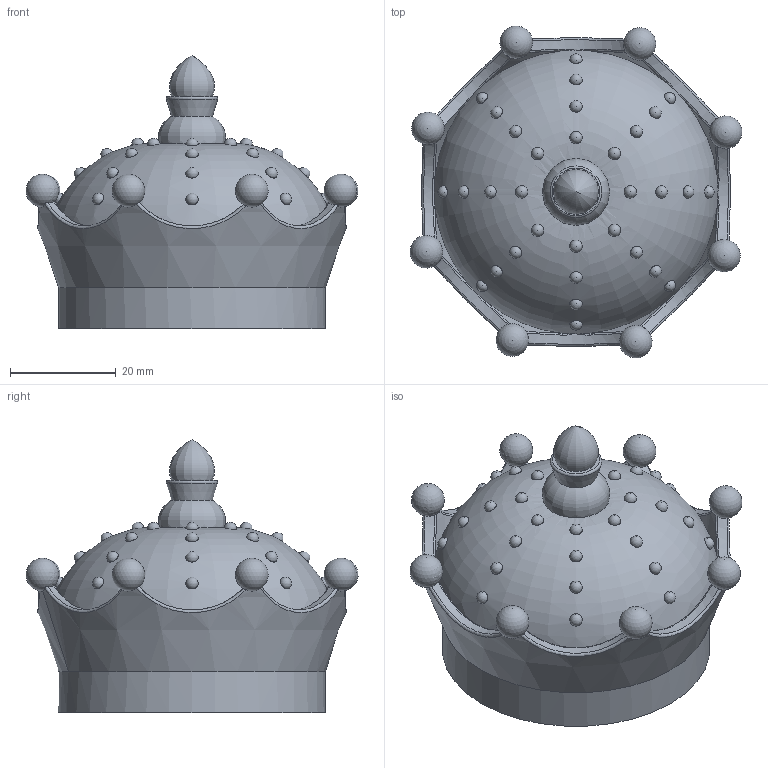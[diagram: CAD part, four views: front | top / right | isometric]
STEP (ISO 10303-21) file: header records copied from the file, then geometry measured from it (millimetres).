
FILE_DESCRIPTION(/* description */ (''),/* implementation_level */ '2;1');
FILE_NAME(/* name */ 'tileHat3.step',/* time_stamp */ '2025-08-23T15:48:12-04:00',/* author */ (''),/* organization */ (''),/* preprocessor_version */ 'ST-DEVELOPER v20.1',/* originating_system */ 'Autodesk Translation Framework v14.10.0.0',/* authorisation */ '');
FILE_SCHEMA (('AUTOMOTIVE_DESIGN { 1 0 10303 214 3 1 1 }'));
Length unit declared in the file: millimetre
Products named in the file (1): meepleCrown
Bounding box: 62.83 x 62.83 x 51.72 mm (x, y, z)
Volume: 42953.6 mm3; surface area: 16363.3 mm2
Topology: 1 solids, 3 shells, 113 faces, 368 edges, 236 vertices
Faces by surface type: sphere 41, bspline 40, cylinder 12, cone 12, plane 7, torus 1
Full cylindrical faces by diameter (mm): 10.5 x1, 15.5 x1, 45.5 x1, 50.556 x1
Entity records: 8428 total; most frequent: CARTESIAN_POINT 5861, ORIENTED_EDGE 626, DIRECTION 348, EDGE_CURVE 313, VERTEX_POINT 237, B_SPLINE_CURVE_WITH_KNOTS 201, AXIS2_PLACEMENT_3D 170, EDGE_LOOP 145
